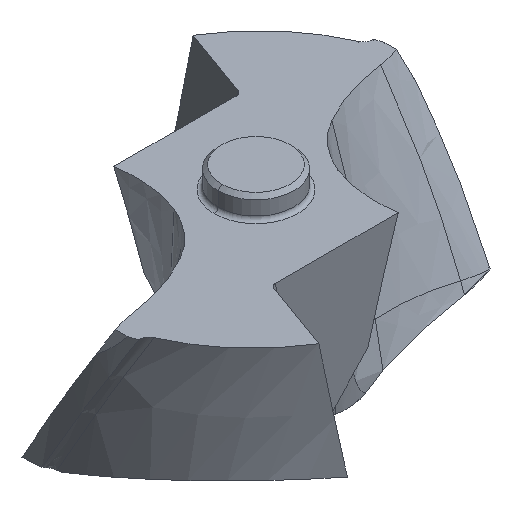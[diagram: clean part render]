
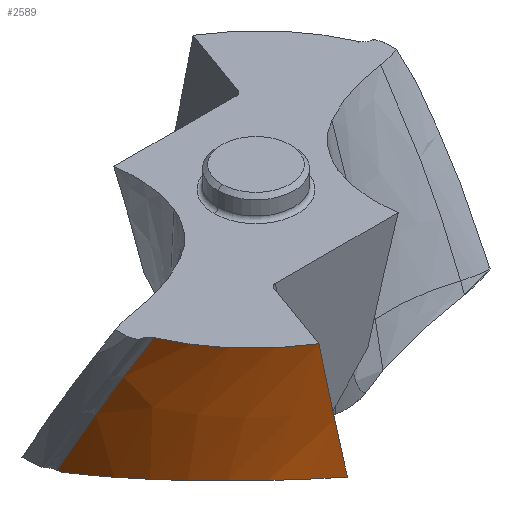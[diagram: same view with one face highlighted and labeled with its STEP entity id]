
A CAD part, isometric view. The second image highlights one B-rep face of the part: STEP entity #2589.
In plain terms, the highlighted free-form (B-spline) face has degree [3, 3] with [10, 5] control points.
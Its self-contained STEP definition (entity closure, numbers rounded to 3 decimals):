
#141=CARTESIAN_POINT('',(-4.002,-6.462,
0.));
#142=CARTESIAN_POINT('',(-4.181,-6.355,
0.));
#143=CARTESIAN_POINT('',(-4.729,-5.994,
0.));
#144=CARTESIAN_POINT('',(-5.566,-5.272,
0.));
#145=CARTESIAN_POINT('',(-6.41,-4.228,
0.));
#146=CARTESIAN_POINT('',(-6.84,-3.444,
0.));
#147=CARTESIAN_POINT('',(-7.019,-3.036,
0.));
#743=CARTESIAN_POINT('',(-7.649,0.15,
-5.775));
#763=CARTESIAN_POINT('',(-3.254,-6.836,
-4.707));
#764=CARTESIAN_POINT('',(-3.451,-6.745,
-4.671));
#765=CARTESIAN_POINT('',(-3.828,-6.549,
-4.609));
#766=CARTESIAN_POINT('',(-4.341,-6.231,
-4.546));
#767=CARTESIAN_POINT('',(-4.834,-5.869,
-4.507));
#768=CARTESIAN_POINT('',(-5.288,-5.477,
-4.494));
#769=CARTESIAN_POINT('',(-5.716,-5.043,
-4.506));
#770=CARTESIAN_POINT('',(-6.108,-4.575,
-4.544));
#771=CARTESIAN_POINT('',(-6.464,-4.07,
-4.61));
#772=CARTESIAN_POINT('',(-6.759,-3.573,
-4.696));
#773=CARTESIAN_POINT('',(-7.028,-3.025,
-4.81));
#774=CARTESIAN_POINT('',(-7.253,-2.447,
-4.952));
#775=CARTESIAN_POINT('',(-7.424,-1.881,
-5.109));
#776=CARTESIAN_POINT('',(-7.557,-1.248,
-5.306));
#777=CARTESIAN_POINT('',(-7.631,-0.659,
-5.507));
#778=CARTESIAN_POINT('',(-7.651,-0.223,
-5.669));
#779=CARTESIAN_POINT('',(-7.651,0.,
-5.755));
#781=CARTESIAN_POINT('',(-7.651,0.,
-5.755));
#782=CARTESIAN_POINT('',(-7.651,0.017,
-5.757));
#783=CARTESIAN_POINT('',(-7.65,0.05,
-5.762));
#784=CARTESIAN_POINT('',(-7.65,0.1,
-5.768));
#785=CARTESIAN_POINT('',(-7.649,0.133,
-5.773));
#786=CARTESIAN_POINT('',(-7.649,0.15,
-5.775));
#788=CARTESIAN_POINT('',(-7.649,0.15,
-5.775));
#789=CARTESIAN_POINT('',(-7.665,-0.472,
-4.642));
#790=CARTESIAN_POINT('',(-7.554,-1.552,
-2.717));
#791=CARTESIAN_POINT('',(-7.203,-2.611,
-0.792));
#792=CARTESIAN_POINT('',(-7.019,-3.036,
0.));
#794=CARTESIAN_POINT('',(-4.002,-6.462,
0.));
#795=CARTESIAN_POINT('',(-3.941,-6.482,
-0.361));
#796=CARTESIAN_POINT('',(-3.827,-6.52,
-1.043));
#797=CARTESIAN_POINT('',(-3.679,-6.578,
-1.941));
#798=CARTESIAN_POINT('',(-3.554,-6.636,
-2.723));
#799=CARTESIAN_POINT('',(-3.444,-6.698,
-3.43));
#800=CARTESIAN_POINT('',(-3.344,-6.763,
-4.087));
#801=CARTESIAN_POINT('',(-3.283,-6.811,
-4.505));
#802=CARTESIAN_POINT('',(-3.254,-6.836,
-4.707));
#1015=CARTESIAN_POINT('',(-4.002,-6.462,
0.));
#1016=VERTEX_POINT('',#1015);
#1017=VERTEX_POINT('',#147);
#1046=CARTESIAN_POINT('',(-7.651,0.,
-5.755));
#1047=VERTEX_POINT('',#1046);
#1048=VERTEX_POINT('',#763);
#1068=VERTEX_POINT('',#743);
#2530=CARTESIAN_POINT('',(-3.584,-6.754,
-5.833));
#2531=CARTESIAN_POINT('',(-3.122,-6.901,
-4.681));
#2532=CARTESIAN_POINT('',(-2.19,-7.178,
-2.718));
#2533=CARTESIAN_POINT('',(-1.009,-7.433,
-0.755));
#2534=CARTESIAN_POINT('',(-0.481,-7.527,
0.055));
#2535=CARTESIAN_POINT('',(-3.673,-6.707,
-5.833));
#2536=CARTESIAN_POINT('',(-3.213,-6.862,
-4.681));
#2537=CARTESIAN_POINT('',(-2.284,-7.153,
-2.718));
#2538=CARTESIAN_POINT('',(-1.107,-7.423,
-0.755));
#2539=CARTESIAN_POINT('',(-0.58,-7.523,
0.055));
#2540=CARTESIAN_POINT('',(-4.158,-6.437,
-5.833));
#2541=CARTESIAN_POINT('',(-3.709,-6.639,
-4.681));
#2542=CARTESIAN_POINT('',(-2.8,-7.008,
-2.718));
#2543=CARTESIAN_POINT('',(-1.643,-7.355,
-0.755));
#2544=CARTESIAN_POINT('',(-1.124,-7.487,
0.055));
#2545=CARTESIAN_POINT('',(-4.984,-5.853,
-5.833));
#2546=CARTESIAN_POINT('',(-4.565,-6.135,
-4.681));
#2547=CARTESIAN_POINT('',(-3.708,-6.641,
-2.718));
#2548=CARTESIAN_POINT('',(-2.601,-7.125,
-0.755));
#2549=CARTESIAN_POINT('',(-2.104,-7.314,
0.055));
#2550=CARTESIAN_POINT('',(-5.942,-4.88,
-5.833));
#2551=CARTESIAN_POINT('',(-5.582,-5.262,
-4.681));
#2552=CARTESIAN_POINT('',(-4.826,-5.937,
-2.718));
#2553=CARTESIAN_POINT('',(-3.82,-6.592,
-0.755));
#2554=CARTESIAN_POINT('',(-3.364,-6.85,
0.055));
#2555=CARTESIAN_POINT('',(-6.712,-3.752,
-5.833));
#2556=CARTESIAN_POINT('',(-6.429,-4.222,
-4.681));
#2557=CARTESIAN_POINT('',(-5.802,-5.047,
-2.718));
#2558=CARTESIAN_POINT('',(-4.925,-5.85,
-0.755));
#2559=CARTESIAN_POINT('',(-4.523,-6.171,
0.055));
#2560=CARTESIAN_POINT('',(-7.271,-2.506,
-5.833));
#2561=CARTESIAN_POINT('',(-7.077,-3.048,
-4.681));
#2562=CARTESIAN_POINT('',(-6.604,-3.997,
-2.718));
#2563=CARTESIAN_POINT('',(-5.882,-4.925,
-0.755));
#2564=CARTESIAN_POINT('',(-5.543,-5.297,
0.055));
#2565=CARTESIAN_POINT('',(-7.606,-1.153,
-5.833));
#2566=CARTESIAN_POINT('',(-7.517,-1.753,
-4.681));
#2567=CARTESIAN_POINT('',(-7.22,-2.799,
-2.718));
#2568=CARTESIAN_POINT('',(-6.675,-3.823,
-0.755));
#2569=CARTESIAN_POINT('',(-6.409,-4.235,
0.055));
#2570=CARTESIAN_POINT('',(-7.662,-0.216,
-5.833));
#2571=CARTESIAN_POINT('',(-7.649,-0.841,
-4.681));
#2572=CARTESIAN_POINT('',(-7.481,-1.929,
-2.718));
#2573=CARTESIAN_POINT('',(-7.065,-2.996,
-0.755));
#2574=CARTESIAN_POINT('',(-6.852,-3.425,
0.055));
#2575=CARTESIAN_POINT('',(-7.646,0.265,
-5.833));
#2576=CARTESIAN_POINT('',(-7.672,-0.369,
-4.681));
#2577=CARTESIAN_POINT('',(-7.572,-1.473,
-2.718));
#2578=CARTESIAN_POINT('',(-7.224,-2.555,
-0.755));
#2579=CARTESIAN_POINT('',(-7.039,-2.991,
0.055));
#2580=B_SPLINE_SURFACE_WITH_KNOTS('',3,3,((#2530,#2531,#2532,#2533,#2534),
(#2535,#2536,#2537,#2538,#2539),(#2540,#2541,#2542,#2543,#2544),(#2545,#2546,
#2547,#2548,#2549),(#2550,#2551,#2552,#2553,#2554),(#2555,#2556,#2557,#2558,
#2559),(#2560,#2561,#2562,#2563,#2564),(#2565,#2566,#2567,#2568,#2569),(#2570,
#2571,#2572,#2573,#2574),(#2575,#2576,#2577,#2578,#2579)),.UNSPECIFIED.,.F.,.F.,
.F.,(4,1,1,1,1,1,1,4),(4,1,4),(0.222,0.25,0.375,0.5,0.625,
0.75,0.875,1.008),(0.065,4.058,
6.864),.UNSPECIFIED.);
#2581=ORIENTED_EDGE('',*,*,#1723,.T.);
#2582=ORIENTED_EDGE('',*,*,#1771,.T.);
#2583=ORIENTED_EDGE('',*,*,#2518,.T.);
#2584=ORIENTED_EDGE('',*,*,#1355,.F.);
#2586=ORIENTED_EDGE('',*,*,#2585,.T.);
#2587=EDGE_LOOP('',(#2581,#2582,#2583,#2584,#2586));
#2588=FACE_OUTER_BOUND('',#2587,.F.);
#148=B_SPLINE_CURVE_WITH_KNOTS('',3,(#141,#142,#143,#144,#145,#146,#147),
.UNSPECIFIED.,.F.,.F.,(4,1,1,1,4),(0.,0.136,0.424,
0.712,1.),.UNSPECIFIED.);
#780=B_SPLINE_CURVE_WITH_KNOTS('',3,(#763,#764,#765,#766,#767,#768,#769,#770,
#771,#772,#773,#774,#775,#776,#777,#778,#779),.UNSPECIFIED.,.F.,.F.,(4,1,1,1,1,
1,1,1,1,1,1,1,1,1,4),(0.,0.071,0.143,
0.214,0.286,0.357,0.429,0.5,
0.571,0.643,0.714,0.786,
0.857,0.929,1.),.UNSPECIFIED.);
#787=B_SPLINE_CURVE_WITH_KNOTS('',3,(#781,#782,#783,#784,#785,#786),
.UNSPECIFIED.,.F.,.F.,(4,1,1,4),(0.,0.333,0.667,1.),
.UNSPECIFIED.);
#793=B_SPLINE_CURVE_WITH_KNOTS('',3,(#788,#789,#790,#791,#792),.UNSPECIFIED.,
.F.,.F.,(4,1,4),(0.,0.589,1.),.UNSPECIFIED.);
#803=B_SPLINE_CURVE_WITH_KNOTS('',3,(#794,#795,#796,#797,#798,#799,#800,#801,
#802),.UNSPECIFIED.,.F.,.F.,(4,1,1,1,1,1,4),(0.,0.167,
0.333,0.5,0.667,0.833,1.),
.UNSPECIFIED.);
#1355=EDGE_CURVE('',#1016,#1017,#148,.T.);
#1723=EDGE_CURVE('',#1048,#1047,#780,.T.);
#1771=EDGE_CURVE('',#1047,#1068,#787,.T.);
#2518=EDGE_CURVE('',#1068,#1017,#793,.T.);
#2585=EDGE_CURVE('',#1016,#1048,#803,.T.);
#2589=ADVANCED_FACE('',(#2588),#2580,.F.);
